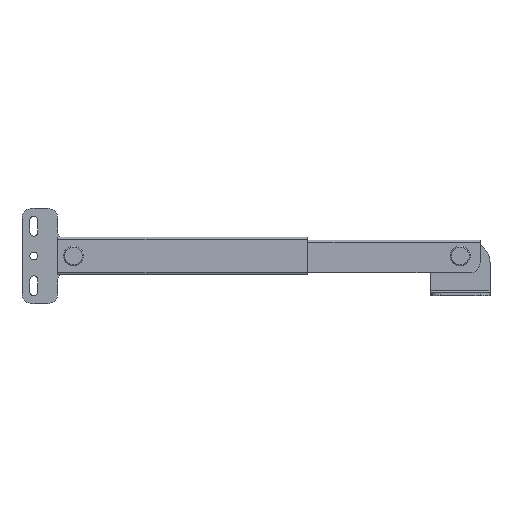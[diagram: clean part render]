
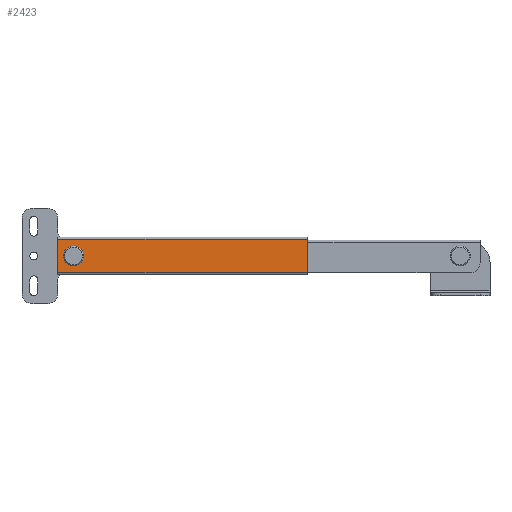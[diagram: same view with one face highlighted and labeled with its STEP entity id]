
A CAD part, top view. The second image highlights one B-rep face of the part: STEP entity #2423.
In plain terms, the highlighted planar face has unit normal (0, 0, 1).
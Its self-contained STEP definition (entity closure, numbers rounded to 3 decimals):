
#114 = DIRECTION ( 'NONE',  ( 0., -1., 0. ) ) ;
#438 = EDGE_CURVE ( 'NONE', #3108, #5025, #2716, .T. ) ;
#441 = DIRECTION ( 'NONE',  ( -1., 0., 0. ) ) ;
#501 = EDGE_LOOP ( 'NONE', ( #4709, #1655, #1312, #2425 ) ) ;
#609 = DIRECTION ( 'NONE',  ( -1., 0., 0. ) ) ;
#696 = CARTESIAN_POINT ( 'NONE',  ( -8., -8.5, 5. ) ) ;
#934 = CARTESIAN_POINT ( 'NONE',  ( -8., 8.5, 5. ) ) ;
#990 = DIRECTION ( 'NONE',  ( 0., 0., -1. ) ) ;
#1017 = CARTESIAN_POINT ( 'NONE',  ( 0., 0., 5. ) ) ;
#1172 = VERTEX_POINT ( 'NONE', #1699 ) ;
#1185 = CARTESIAN_POINT ( 'NONE',  ( 118., 8.5, 5. ) ) ;
#1263 = LINE ( 'NONE', #696, #1351 ) ;
#1312 = ORIENTED_EDGE ( 'NONE', *, *, #4610, .F. ) ;
#1351 = VECTOR ( 'NONE', #114, 1000. ) ;
#1442 = EDGE_CURVE ( 'NONE', #1172, #2191, #1762, .T. ) ;
#1644 = LINE ( 'NONE', #2651, #5125 ) ;
#1655 = ORIENTED_EDGE ( 'NONE', *, *, #2795, .T. ) ;
#1699 = CARTESIAN_POINT ( 'NONE',  ( 118., 8.5, 5. ) ) ;
#1762 = LINE ( 'NONE', #1185, #3101 ) ;
#1987 = EDGE_CURVE ( 'NONE', #5025, #3108, #4469, .T. ) ;
#2036 = DIRECTION ( 'NONE',  ( -1., 0., 0. ) ) ;
#2045 = DIRECTION ( 'NONE',  ( -1., 0., 0. ) ) ;
#2051 = DIRECTION ( 'NONE',  ( -1., 0., 0. ) ) ;
#2090 = DIRECTION ( 'NONE',  ( 0., -1., 0. ) ) ;
#2170 = EDGE_CURVE ( 'NONE', #1172, #2942, #1644, .T. ) ;
#2191 = VERTEX_POINT ( 'NONE', #934 ) ;
#2240 = EDGE_LOOP ( 'NONE', ( #4658, #4044 ) ) ;
#2302 = VERTEX_POINT ( 'NONE', #3516 ) ;
#2369 = CARTESIAN_POINT ( 'NONE',  ( -2.55, 0., 5. ) ) ;
#2423 = ADVANCED_FACE ( 'NONE', ( #3725, #5010 ), #3750, .F. ) ;
#2425 = ORIENTED_EDGE ( 'NONE', *, *, #2170, .F. ) ;
#2610 = CARTESIAN_POINT ( 'NONE',  ( 118., -8.5, 5. ) ) ;
#2617 = DIRECTION ( 'NONE',  ( 0., 0., -1. ) ) ;
#2620 = DIRECTION ( 'NONE',  ( 0., 0., -1. ) ) ;
#2651 = CARTESIAN_POINT ( 'NONE',  ( 118., -8.5, 5. ) ) ;
#2716 = CIRCLE ( 'NONE', #3060, 2.55 ) ;
#2795 = EDGE_CURVE ( 'NONE', #2191, #2302, #1263, .T. ) ;
#2864 = CARTESIAN_POINT ( 'NONE',  ( 2.55, 0., 5. ) ) ;
#2942 = VERTEX_POINT ( 'NONE', #5185 ) ;
#3060 = AXIS2_PLACEMENT_3D ( 'NONE', #1017, #2617, #2045 ) ;
#3101 = VECTOR ( 'NONE', #609, 1000. ) ;
#3108 = VERTEX_POINT ( 'NONE', #2369 ) ;
#3160 = LINE ( 'NONE', #2610, #3910 ) ;
#3174 = CARTESIAN_POINT ( 'NONE',  ( 118., -8.5, 5. ) ) ;
#3294 = CARTESIAN_POINT ( 'NONE',  ( 0., 0., 5. ) ) ;
#3516 = CARTESIAN_POINT ( 'NONE',  ( -8., -8.5, 5. ) ) ;
#3725 = FACE_BOUND ( 'NONE', #2240, .T. ) ;
#3750 = PLANE ( 'NONE',  #5160 ) ;
#3910 = VECTOR ( 'NONE', #2036, 1000. ) ;
#4044 = ORIENTED_EDGE ( 'NONE', *, *, #438, .T. ) ;
#4469 = CIRCLE ( 'NONE', #4750, 2.55 ) ;
#4610 = EDGE_CURVE ( 'NONE', #2942, #2302, #3160, .T. ) ;
#4658 = ORIENTED_EDGE ( 'NONE', *, *, #1987, .T. ) ;
#4709 = ORIENTED_EDGE ( 'NONE', *, *, #1442, .T. ) ;
#4750 = AXIS2_PLACEMENT_3D ( 'NONE', #3294, #990, #441 ) ;
#5010 = FACE_OUTER_BOUND ( 'NONE', #501, .T. ) ;
#5025 = VERTEX_POINT ( 'NONE', #2864 ) ;
#5125 = VECTOR ( 'NONE', #2090, 1000. ) ;
#5160 = AXIS2_PLACEMENT_3D ( 'NONE', #3174, #2620, #2051 ) ;
#5185 = CARTESIAN_POINT ( 'NONE',  ( 118., -8.5, 5. ) ) ;
